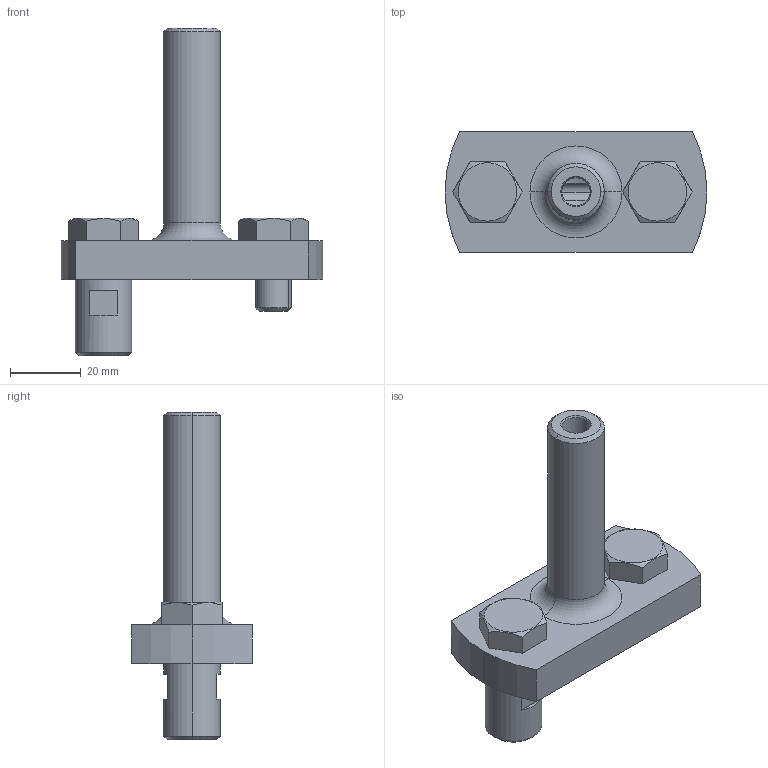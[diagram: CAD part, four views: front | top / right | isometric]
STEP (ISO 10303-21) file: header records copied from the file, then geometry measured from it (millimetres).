
FILE_DESCRIPTION(('no description'),'unknown implementation level');
FILE_NAME('1AE61DAF-3C3F-49DE-8624-D5771C822D22_export.stp',' ',('CIMSOURCE GmbH'),('CADClick - KiM GmbH - www.kimweb.de'),'unknown preprocess','ACIS','unknown authorization');
FILE_SCHEMA(('automotive_design'));
Length unit declared in the file: millimetre
Products named in the file (4): 615.390 Kaiser D16_Z|615.901 Kaiser Halter_Standard;NONE; 615.390 Kaiser D16_Z|615.903 Kaiser ETL AG Z  2-50_Standard;NONE; 615.390 Kaiser D16_Z|690.716 Kaiser ETL M10X20H_Standard;NONE
Bounding box: 74 x 34 x 92.5 mm (x, y, z)
Volume: 41850.3 mm3; surface area: 17543.2 mm2
Topology: 4 solids, 4 shells, 121 faces, 289 edges, 173 vertices
Faces by surface type: cylinder 50, plane 37, cone 28, torus 6
Entity records: 7287 total; most frequent: CARTESIAN_POINT 1171, DIRECTION 595, STYLED_ITEM 581, PRESENTATION_STYLE_ASSIGNMENT 581, COLOUR_RGB 581, ORIENTED_EDGE 566, EDGE_CURVE 283, CURVE_STYLE 283
